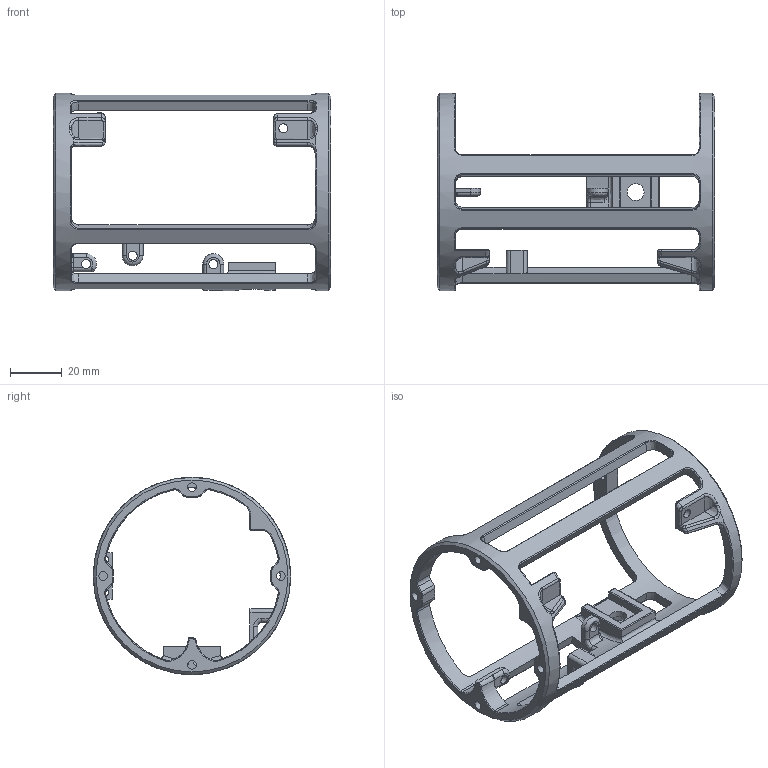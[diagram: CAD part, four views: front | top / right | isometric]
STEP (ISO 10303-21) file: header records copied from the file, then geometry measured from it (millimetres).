
FILE_DESCRIPTION(/* description */ (''),/* implementation_level */ '2;1');
FILE_NAME(/* name */ 'Structure_video_mono.step',/* time_stamp */ '2025-12-23T11:30:14+01:00',/* author */ (''),/* organization */ (''),/* preprocessor_version */ 'ST-DEVELOPER v20.1',/* originating_system */ 'Autodesk Translation Framework v14.17.0.0',/* authorisation */ '');
FILE_SCHEMA (('AUTOMOTIVE_DESIGN { 1 0 10303 214 3 1 1 }'));
Length unit declared in the file: millimetre
Products named in the file (1): 2025-12-23-11-30-04-542
Bounding box: 107 x 76 x 76 mm (x, y, z)
Volume: 31618 mm3; surface area: 23486.4 mm2
Topology: 1 solids, 1 shells, 324 faces, 830 edges, 505 vertices
Faces by surface type: bspline 180, plane 76, cylinder 54, torus 9, cone 4, sphere 1
Full cylindrical faces by diameter (mm): 2.5 x2, 3.3 x4, 3.5 x4, 5.8 x4, 6.5 x1, 13 x1, 76 x1
Entity records: 19829 total; most frequent: CARTESIAN_POINT 13523, ORIENTED_EDGE 1660, EDGE_CURVE 830, DIRECTION 671, B_SPLINE_CURVE_WITH_KNOTS 571, VERTEX_POINT 505, EDGE_LOOP 357, FACE_OUTER_BOUND 324
